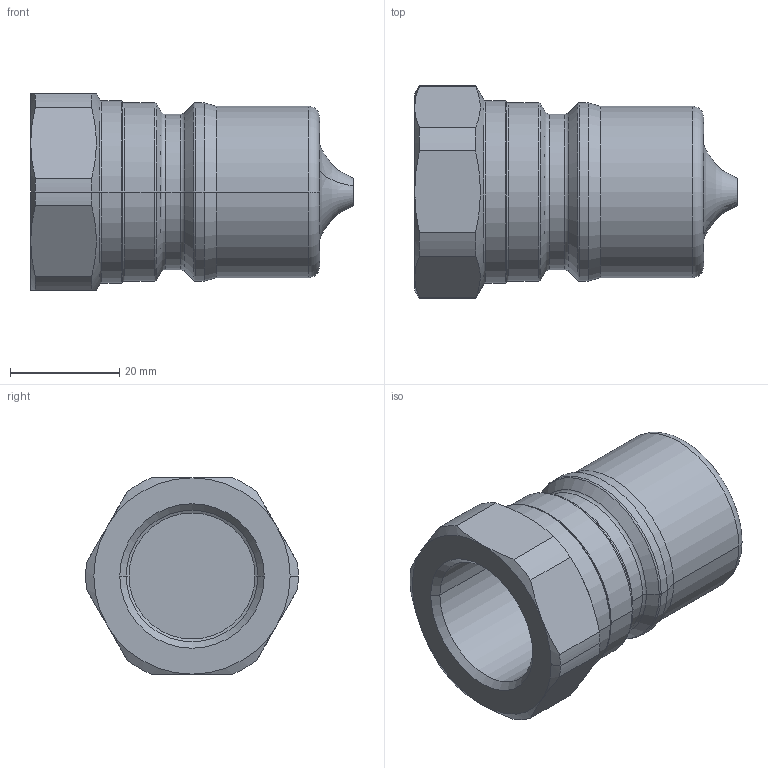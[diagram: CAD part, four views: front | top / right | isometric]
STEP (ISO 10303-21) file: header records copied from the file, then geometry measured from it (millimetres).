
FILE_DESCRIPTION (( 'STEP AP214' ), '1' );
FILE_NAME ('Part6^IB7520.STEP', '2011-05-03T10:03:16', ( 'admin' ), ( 'Microsoft' ), 'SwSTEP 2.0', 'SolidWorks 2009', '' );
FILE_SCHEMA (( 'AUTOMOTIVE_DESIGN' ));
Length unit declared in the file: millimetre
Products named in the file (1): Part6^IB7520
Bounding box: 59.2 x 39 x 36 mm (x, y, z)
Volume: 35911.5 mm3; surface area: 9314.2 mm2
Topology: 1 solids, 1 shells, 80 faces, 172 edges, 96 vertices
Faces by surface type: cone 27, cylinder 23, torus 20, plane 10
Entity records: 2277 total; most frequent: CARTESIAN_POINT 487, DIRECTION 420, ORIENTED_EDGE 344, AXIS2_PLACEMENT_3D 185, EDGE_CURVE 172, CIRCLE 104, VERTEX_POINT 96, EDGE_LOOP 82
